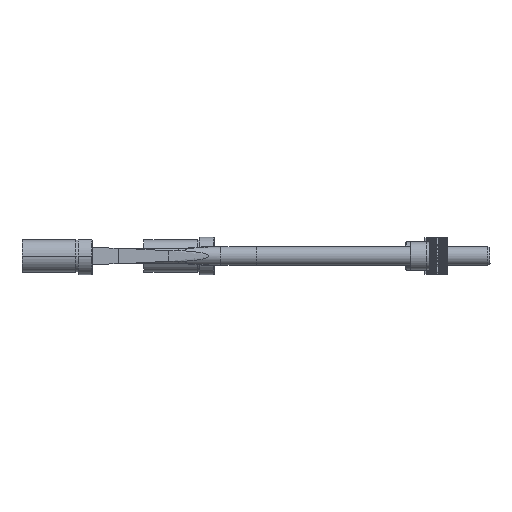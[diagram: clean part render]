
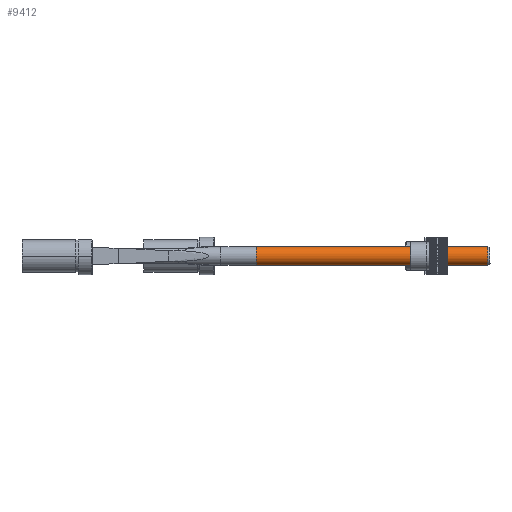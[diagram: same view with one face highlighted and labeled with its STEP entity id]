
A CAD part, left-side view. The second image highlights one B-rep face of the part: STEP entity #9412.
In plain terms, the highlighted cylindrical face has radius 4 mm (diameter 8 mm), a partial arc.
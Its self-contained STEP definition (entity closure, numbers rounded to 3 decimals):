
#1050 = CARTESIAN_POINT ( 'NONE',  ( 0., 0., -4. ) ) ;
#1170 = CARTESIAN_POINT ( 'NONE',  ( 0., 0., 0. ) ) ;
#2535 = VERTEX_POINT ( 'NONE', #16435 ) ;
#2563 = VERTEX_POINT ( 'NONE', #25928 ) ;
#3113 = LINE ( 'NONE', #8513, #18017 ) ;
#3885 = AXIS2_PLACEMENT_3D ( 'NONE', #28145, #23393, #23295 ) ;
#4447 = FACE_OUTER_BOUND ( 'NONE', #7031, .T. ) ;
#5043 = DIRECTION ( 'NONE',  ( -1., 0., 0. ) ) ;
#5253 = DIRECTION ( 'NONE',  ( 0., 0., -1. ) ) ;
#5427 = CIRCLE ( 'NONE', #3885, 4. ) ;
#7031 = EDGE_LOOP ( 'NONE', ( #12668, #13146, #12196, #10668 ) ) ;
#7504 = EDGE_CURVE ( 'NONE', #2535, #15120, #27014, .T. ) ;
#8513 = CARTESIAN_POINT ( 'NONE',  ( 0., 0., 4. ) ) ;
#9160 = VERTEX_POINT ( 'NONE', #29257 ) ;
#9412 = ADVANCED_FACE ( 'NONE', ( #4447 ), #13000, .T. ) ;
#9431 = CARTESIAN_POINT ( 'NONE',  ( 100., 0., 0. ) ) ;
#9734 = AXIS2_PLACEMENT_3D ( 'NONE', #1170, #19127, #5253 ) ;
#10668 = ORIENTED_EDGE ( 'NONE', *, *, #7504, .F. ) ;
#12034 = CIRCLE ( 'NONE', #12832, 4. ) ;
#12196 = ORIENTED_EDGE ( 'NONE', *, *, #27564, .T. ) ;
#12668 = ORIENTED_EDGE ( 'NONE', *, *, #21286, .T. ) ;
#12832 = AXIS2_PLACEMENT_3D ( 'NONE', #9431, #5043, #27549 ) ;
#13000 = CYLINDRICAL_SURFACE ( 'NONE', #9734, 4. ) ;
#13146 = ORIENTED_EDGE ( 'NONE', *, *, #27996, .T. ) ;
#14989 = VECTOR ( 'NONE', #28323, 1000. ) ;
#15120 = VERTEX_POINT ( 'NONE', #22480 ) ;
#16435 = CARTESIAN_POINT ( 'NONE',  ( 1., 0., -4. ) ) ;
#18017 = VECTOR ( 'NONE', #28928, 1000. ) ;
#19127 = DIRECTION ( 'NONE',  ( 1., 0., 0. ) ) ;
#21286 = EDGE_CURVE ( 'NONE', #2535, #9160, #5427, .T. ) ;
#22480 = CARTESIAN_POINT ( 'NONE',  ( 100., 0., -4. ) ) ;
#23295 = DIRECTION ( 'NONE',  ( 0., 0., -1. ) ) ;
#23393 = DIRECTION ( 'NONE',  ( 1., 0., 0. ) ) ;
#25928 = CARTESIAN_POINT ( 'NONE',  ( 100., 0., 4. ) ) ;
#27014 = LINE ( 'NONE', #1050, #14989 ) ;
#27549 = DIRECTION ( 'NONE',  ( 0., 0., -1. ) ) ;
#27564 = EDGE_CURVE ( 'NONE', #2563, #15120, #12034, .T. ) ;
#27996 = EDGE_CURVE ( 'NONE', #9160, #2563, #3113, .T. ) ;
#28145 = CARTESIAN_POINT ( 'NONE',  ( 1., 0., 0. ) ) ;
#28323 = DIRECTION ( 'NONE',  ( 1., 0., 0. ) ) ;
#28928 = DIRECTION ( 'NONE',  ( 1., 0., 0. ) ) ;
#29257 = CARTESIAN_POINT ( 'NONE',  ( 1., 0., 4. ) ) ;
